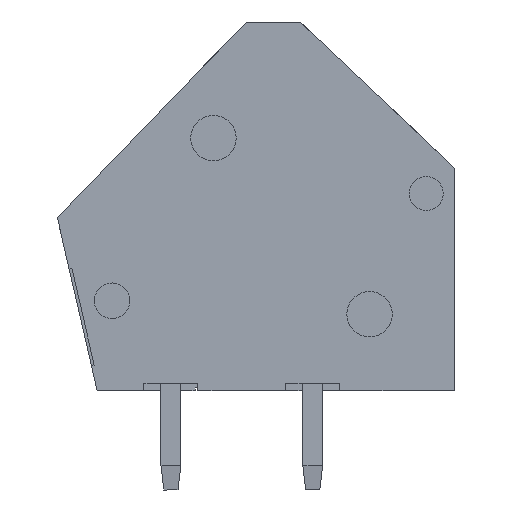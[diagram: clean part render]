
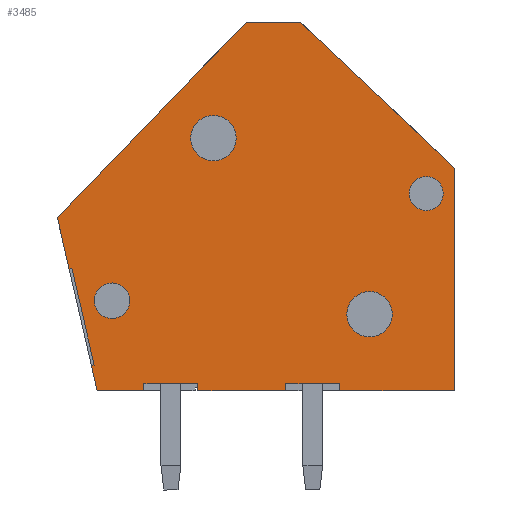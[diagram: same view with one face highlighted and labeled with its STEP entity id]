
A CAD part, left-side view. The second image highlights one B-rep face of the part: STEP entity #3485.
In plain terms, the highlighted planar face has unit normal (-1, 0, 0).
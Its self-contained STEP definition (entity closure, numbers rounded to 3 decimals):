
#113=CIRCLE('',#3732,0.625);
#114=CIRCLE('',#3733,0.8);
#115=CIRCLE('',#3734,0.8);
#116=CIRCLE('',#3735,0.6);
#263=ORIENTED_EDGE('',*,*,#1268,.T.);
#264=ORIENTED_EDGE('',*,*,#1269,.T.);
#265=ORIENTED_EDGE('',*,*,#1270,.T.);
#266=ORIENTED_EDGE('',*,*,#1271,.T.);
#267=ORIENTED_EDGE('',*,*,#1272,.T.);
#268=ORIENTED_EDGE('',*,*,#1273,.T.);
#269=ORIENTED_EDGE('',*,*,#1274,.T.);
#270=ORIENTED_EDGE('',*,*,#1275,.T.);
#271=ORIENTED_EDGE('',*,*,#1276,.T.);
#272=ORIENTED_EDGE('',*,*,#1277,.F.);
#273=ORIENTED_EDGE('',*,*,#1278,.F.);
#274=ORIENTED_EDGE('',*,*,#1279,.F.);
#275=ORIENTED_EDGE('',*,*,#1280,.T.);
#276=ORIENTED_EDGE('',*,*,#1281,.T.);
#277=ORIENTED_EDGE('',*,*,#1282,.T.);
#278=ORIENTED_EDGE('',*,*,#1283,.T.);
#279=ORIENTED_EDGE('',*,*,#1223,.T.);
#280=ORIENTED_EDGE('',*,*,#1284,.T.);
#281=ORIENTED_EDGE('',*,*,#1285,.T.);
#282=ORIENTED_EDGE('',*,*,#1286,.T.);
#283=ORIENTED_EDGE('',*,*,#1287,.T.);
#284=ORIENTED_EDGE('',*,*,#1288,.T.);
#1223=EDGE_CURVE('',#1729,#1730,#2068,.T.);
#1268=EDGE_CURVE('',#1767,#1767,#113,.T.);
#1269=EDGE_CURVE('',#1768,#1768,#114,.T.);
#1270=EDGE_CURVE('',#1769,#1769,#115,.T.);
#1271=EDGE_CURVE('',#1770,#1770,#116,.T.);
#1272=EDGE_CURVE('',#1771,#1772,#2110,.T.);
#1273=EDGE_CURVE('',#1772,#1773,#2111,.T.);
#1274=EDGE_CURVE('',#1773,#1774,#2112,.T.);
#1275=EDGE_CURVE('',#1774,#1775,#2113,.T.);
#1276=EDGE_CURVE('',#1775,#1776,#2114,.T.);
#1277=EDGE_CURVE('',#1777,#1776,#2115,.T.);
#1278=EDGE_CURVE('',#1778,#1777,#2116,.T.);
#1279=EDGE_CURVE('',#1779,#1778,#2117,.T.);
#1280=EDGE_CURVE('',#1779,#1780,#2118,.T.);
#1281=EDGE_CURVE('',#1780,#1781,#2119,.T.);
#1282=EDGE_CURVE('',#1781,#1782,#2120,.T.);
#1283=EDGE_CURVE('',#1782,#1729,#2121,.T.);
#1284=EDGE_CURVE('',#1730,#1783,#2122,.T.);
#1285=EDGE_CURVE('',#1783,#1784,#2123,.T.);
#1286=EDGE_CURVE('',#1784,#1785,#2124,.T.);
#1287=EDGE_CURVE('',#1785,#1786,#2125,.T.);
#1288=EDGE_CURVE('',#1786,#1771,#2126,.T.);
#1729=VERTEX_POINT('',#5023);
#1730=VERTEX_POINT('',#5024);
#1767=VERTEX_POINT('',#5114);
#1768=VERTEX_POINT('',#5116);
#1769=VERTEX_POINT('',#5118);
#1770=VERTEX_POINT('',#5120);
#1771=VERTEX_POINT('',#5122);
#1772=VERTEX_POINT('',#5123);
#1773=VERTEX_POINT('',#5125);
#1774=VERTEX_POINT('',#5127);
#1775=VERTEX_POINT('',#5129);
#1776=VERTEX_POINT('',#5131);
#1777=VERTEX_POINT('',#5133);
#1778=VERTEX_POINT('',#5135);
#1779=VERTEX_POINT('',#5137);
#1780=VERTEX_POINT('',#5139);
#1781=VERTEX_POINT('',#5141);
#1782=VERTEX_POINT('',#5143);
#1783=VERTEX_POINT('',#5146);
#1784=VERTEX_POINT('',#5148);
#1785=VERTEX_POINT('',#5150);
#1786=VERTEX_POINT('',#5152);
#2068=LINE('',#5022,#2477);
#2110=LINE('',#5121,#2519);
#2111=LINE('',#5124,#2520);
#2112=LINE('',#5126,#2521);
#2113=LINE('',#5128,#2522);
#2114=LINE('',#5130,#2523);
#2115=LINE('',#5132,#2524);
#2116=LINE('',#5134,#2525);
#2117=LINE('',#5136,#2526);
#2118=LINE('',#5138,#2527);
#2119=LINE('',#5140,#2528);
#2120=LINE('',#5142,#2529);
#2121=LINE('',#5144,#2530);
#2122=LINE('',#5145,#2531);
#2123=LINE('',#5147,#2532);
#2124=LINE('',#5149,#2533);
#2125=LINE('',#5151,#2534);
#2126=LINE('',#5153,#2535);
#2477=VECTOR('',#4024,1000.);
#2519=VECTOR('',#4096,1000.);
#2520=VECTOR('',#4097,1000.);
#2521=VECTOR('',#4098,1000.);
#2522=VECTOR('',#4099,1000.);
#2523=VECTOR('',#4100,1000.);
#2524=VECTOR('',#4101,1000.);
#2525=VECTOR('',#4102,1000.);
#2526=VECTOR('',#4103,1000.);
#2527=VECTOR('',#4104,1000.);
#2528=VECTOR('',#4105,1000.);
#2529=VECTOR('',#4106,1000.);
#2530=VECTOR('',#4107,1000.);
#2531=VECTOR('',#4108,1000.);
#2532=VECTOR('',#4109,1000.);
#2533=VECTOR('',#4110,1000.);
#2534=VECTOR('',#4111,1000.);
#2535=VECTOR('',#4112,1000.);
#2890=EDGE_LOOP('',(#263));
#2891=EDGE_LOOP('',(#264));
#2892=EDGE_LOOP('',(#265));
#2893=EDGE_LOOP('',(#266));
#2894=EDGE_LOOP('',(#267,#268,#269,#270,#271,#272,#273,#274,#275,#276,#277,
#278,#279,#280,#281,#282,#283,#284));
#3117=FACE_BOUND('',#2890,.T.);
#3118=FACE_BOUND('',#2891,.T.);
#3119=FACE_BOUND('',#2892,.T.);
#3120=FACE_BOUND('',#2893,.T.);
#3121=FACE_BOUND('',#2894,.T.);
#3340=PLANE('',#3731);
#3485=ADVANCED_FACE('',(#3117,#3118,#3119,#3120,#3121),#3340,.T.);
#3731=AXIS2_PLACEMENT_3D('',#5112,#4086,#4087);
#3732=AXIS2_PLACEMENT_3D('',#5113,#4088,#4089);
#3733=AXIS2_PLACEMENT_3D('',#5115,#4090,#4091);
#3734=AXIS2_PLACEMENT_3D('',#5117,#4092,#4093);
#3735=AXIS2_PLACEMENT_3D('',#5119,#4094,#4095);
#4024=DIRECTION('',(0.,0.693,-0.72));
#4086=DIRECTION('',(-1.,0.,0.));
#4087=DIRECTION('',(0.,0.,1.));
#4088=DIRECTION('',(1.,0.,0.));
#4089=DIRECTION('',(0.,-1.,0.));
#4090=DIRECTION('',(1.,0.,0.));
#4091=DIRECTION('',(0.,-1.,0.));
#4092=DIRECTION('',(1.,0.,0.));
#4093=DIRECTION('',(0.,-1.,0.));
#4094=DIRECTION('',(1.,0.,0.));
#4095=DIRECTION('',(0.,-1.,0.));
#4096=DIRECTION('',(0.,-1.,0.));
#4097=DIRECTION('',(0.,0.,1.));
#4098=DIRECTION('',(0.,-1.,0.));
#4099=DIRECTION('',(0.,0.,-1.));
#4100=DIRECTION('',(0.,-1.,0.));
#4101=DIRECTION('',(0.,0.,-1.));
#4102=DIRECTION('',(0.,1.,0.));
#4103=DIRECTION('',(0.,0.,1.));
#4104=DIRECTION('',(0.,-1.,0.));
#4105=DIRECTION('',(0.,0.,1.));
#4106=DIRECTION('',(0.,0.727,0.687));
#4107=DIRECTION('',(0.,1.,0.));
#4108=DIRECTION('',(0.,-0.224,-0.975));
#4109=DIRECTION('',(0.,-0.975,0.224));
#4110=DIRECTION('',(0.,-0.224,-0.975));
#4111=DIRECTION('',(0.,0.975,-0.224));
#4112=DIRECTION('',(0.,-0.224,-0.975));
#5022=CARTESIAN_POINT('',(-2.5,1.05,9.075));
#5023=CARTESIAN_POINT('',(-2.5,1.05,9.075));
#5024=CARTESIAN_POINT('',(-2.5,7.7,2.166));
#5112=CARTESIAN_POINT('',(-2.5,0.,0.));
#5113=CARTESIAN_POINT('',(-2.5,5.775,-0.75));
#5114=CARTESIAN_POINT('',(-2.5,5.15,-0.75));
#5115=CARTESIAN_POINT('',(-2.5,2.2,4.981));
#5116=CARTESIAN_POINT('',(-2.5,1.4,4.981));
#5117=CARTESIAN_POINT('',(-2.5,-3.304,-1.23));
#5118=CARTESIAN_POINT('',(-2.5,-4.104,-1.23));
#5119=CARTESIAN_POINT('',(-2.5,-5.3,3.025));
#5120=CARTESIAN_POINT('',(-2.5,-5.9,3.025));
#5121=CARTESIAN_POINT('',(-2.5,6.3,-3.925));
#5122=CARTESIAN_POINT('',(-2.5,6.3,-3.925));
#5123=CARTESIAN_POINT('',(-2.5,4.65,-3.925));
#5124=CARTESIAN_POINT('',(-2.5,4.65,0.));
#5125=CARTESIAN_POINT('',(-2.5,4.65,-3.675));
#5126=CARTESIAN_POINT('',(-2.5,0.,-3.675));
#5127=CARTESIAN_POINT('',(-2.5,2.75,-3.675));
#5128=CARTESIAN_POINT('',(-2.5,2.75,0.));
#5129=CARTESIAN_POINT('',(-2.5,2.75,-3.925));
#5130=CARTESIAN_POINT('',(-2.5,6.3,-3.925));
#5131=CARTESIAN_POINT('',(-2.5,-0.35,-3.925));
#5132=CARTESIAN_POINT('',(-2.5,-0.35,0.));
#5133=CARTESIAN_POINT('',(-2.5,-0.35,-3.675));
#5134=CARTESIAN_POINT('',(-2.5,0.,-3.675));
#5135=CARTESIAN_POINT('',(-2.5,-2.25,-3.675));
#5136=CARTESIAN_POINT('',(-2.5,-2.25,0.));
#5137=CARTESIAN_POINT('',(-2.5,-2.25,-3.925));
#5138=CARTESIAN_POINT('',(-2.5,6.3,-3.925));
#5139=CARTESIAN_POINT('',(-2.5,-6.3,-3.925));
#5140=CARTESIAN_POINT('',(-2.5,-6.3,-3.925));
#5141=CARTESIAN_POINT('',(-2.5,-6.3,3.925));
#5142=CARTESIAN_POINT('',(-2.5,-6.3,3.925));
#5143=CARTESIAN_POINT('',(-2.5,-0.85,9.075));
#5144=CARTESIAN_POINT('',(-2.5,-0.85,9.075));
#5145=CARTESIAN_POINT('',(-2.5,7.7,2.166));
#5146=CARTESIAN_POINT('',(-2.5,7.286,0.363));
#5147=CARTESIAN_POINT('',(-2.5,7.286,0.363));
#5148=CARTESIAN_POINT('',(-2.5,7.188,0.386));
#5149=CARTESIAN_POINT('',(-2.5,7.188,0.386));
#5150=CARTESIAN_POINT('',(-2.5,6.404,-3.025));
#5151=CARTESIAN_POINT('',(-2.5,6.404,-3.025));
#5152=CARTESIAN_POINT('',(-2.5,6.502,-3.048));
#5153=CARTESIAN_POINT('',(-2.5,6.502,-3.048));
